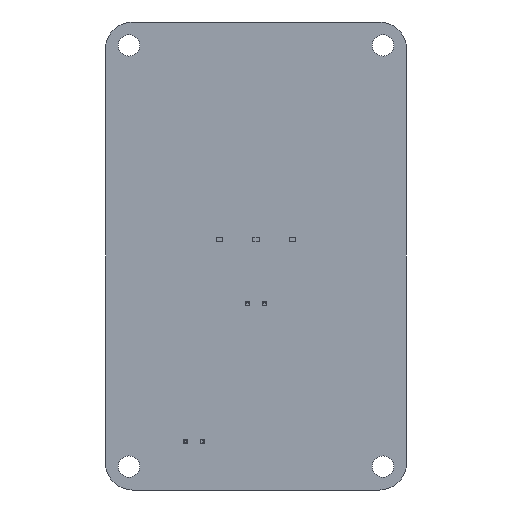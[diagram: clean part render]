
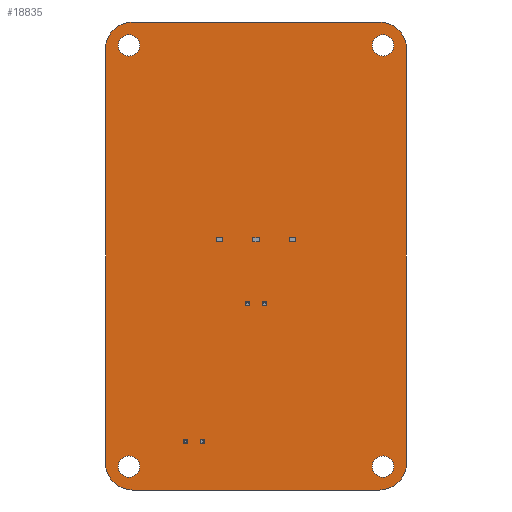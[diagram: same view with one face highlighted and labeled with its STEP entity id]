
A CAD part, front view. The second image highlights one B-rep face of the part: STEP entity #18835.
In plain terms, the highlighted planar face has unit normal (0, -1, 0).
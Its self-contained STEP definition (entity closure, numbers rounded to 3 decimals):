
#132 = CARTESIAN_POINT ( 'NONE',  ( -19., 0., 31.5 ) ) ;
#240 = CARTESIAN_POINT ( 'NONE',  ( 19., 0., -29.9 ) ) ;
#352 = DIRECTION ( 'NONE',  ( 0., 0., 1. ) ) ;
#379 = CIRCLE ( 'NONE', #3752, 1.6 ) ;
#493 = AXIS2_PLACEMENT_3D ( 'NONE', #18692, #7985, #8262 ) ;
#564 = DIRECTION ( 'NONE',  ( 0., 0., 1. ) ) ;
#599 = AXIS2_PLACEMENT_3D ( 'NONE', #12255, #16724, #352 ) ;
#841 = VECTOR ( 'NONE', #8203, 1000. ) ;
#887 = VERTEX_POINT ( 'NONE', #1913 ) ;
#1343 = AXIS2_PLACEMENT_3D ( 'NONE', #8500, #9878, #12849 ) ;
#1374 = CIRCLE ( 'NONE', #13390, 1.6 ) ;
#1390 = DIRECTION ( 'NONE',  ( 0., -1., 0. ) ) ;
#1585 = CARTESIAN_POINT ( 'NONE',  ( 19., 0., 29.9 ) ) ;
#1614 = CARTESIAN_POINT ( 'NONE',  ( 19., 0., -33.1 ) ) ;
#1733 = CARTESIAN_POINT ( 'NONE',  ( -19., 0., 33.1 ) ) ;
#1913 = CARTESIAN_POINT ( 'NONE',  ( -19., 0., 29.9 ) ) ;
#1974 = AXIS2_PLACEMENT_3D ( 'NONE', #8422, #2512, #18910 ) ;
#2512 = DIRECTION ( 'NONE',  ( 0., 1., 0. ) ) ;
#2623 = EDGE_CURVE ( 'NONE', #887, #4884, #13356, .T. ) ;
#2874 = DIRECTION ( 'NONE',  ( 0., 0., 1. ) ) ;
#2875 = ORIENTED_EDGE ( 'NONE', *, *, #11921, .T. ) ;
#2969 = VECTOR ( 'NONE', #12788, 1000. ) ;
#3036 = EDGE_LOOP ( 'NONE', ( #11396, #14982 ) ) ;
#3387 = CARTESIAN_POINT ( 'NONE',  ( -18.5, 0., 35. ) ) ;
#3501 = CIRCLE ( 'NONE', #5614, 1.6 ) ;
#3513 = ORIENTED_EDGE ( 'NONE', *, *, #5764, .F. ) ;
#3697 = ORIENTED_EDGE ( 'NONE', *, *, #8072, .T. ) ;
#3752 = AXIS2_PLACEMENT_3D ( 'NONE', #13369, #7122, #17612 ) ;
#3758 = CIRCLE ( 'NONE', #6076, 4. ) ;
#3909 = EDGE_CURVE ( 'NONE', #14663, #12042, #3501, .T. ) ;
#3948 = CARTESIAN_POINT ( 'NONE',  ( -18.5, 0., -35. ) ) ;
#4022 = ORIENTED_EDGE ( 'NONE', *, *, #4153, .T. ) ;
#4045 = CARTESIAN_POINT ( 'NONE',  ( -22.5, 0., 31. ) ) ;
#4088 = AXIS2_PLACEMENT_3D ( 'NONE', #132, #12048, #7654 ) ;
#4153 = EDGE_CURVE ( 'NONE', #18364, #13393, #1374, .T. ) ;
#4370 = AXIS2_PLACEMENT_3D ( 'NONE', #11195, #6814, #15612 ) ;
#4445 = CARTESIAN_POINT ( 'NONE',  ( -18.5, 0., 31. ) ) ;
#4750 = DIRECTION ( 'NONE',  ( 0., 0., 1. ) ) ;
#4817 = DIRECTION ( 'NONE',  ( 0., 1., 0. ) ) ;
#4884 = VERTEX_POINT ( 'NONE', #1733 ) ;
#5039 = ORIENTED_EDGE ( 'NONE', *, *, #5134, .F. ) ;
#5134 = EDGE_CURVE ( 'NONE', #17878, #10258, #17651, .T. ) ;
#5237 = VERTEX_POINT ( 'NONE', #3948 ) ;
#5327 = ORIENTED_EDGE ( 'NONE', *, *, #3909, .T. ) ;
#5561 = CARTESIAN_POINT ( 'NONE',  ( -22.5, 0., -35. ) ) ;
#5614 = AXIS2_PLACEMENT_3D ( 'NONE', #10728, #4817, #15124 ) ;
#5741 = VERTEX_POINT ( 'NONE', #16053 ) ;
#5764 = EDGE_CURVE ( 'NONE', #5741, #5237, #12224, .T. ) ;
#6019 = CIRCLE ( 'NONE', #9380, 4. ) ;
#6076 = AXIS2_PLACEMENT_3D ( 'NONE', #15426, #18445, #564 ) ;
#6764 = EDGE_LOOP ( 'NONE', ( #13273, #15240, #3513, #7367, #5039, #8006, #15121, #2875 ) ) ;
#6773 = LINE ( 'NONE', #5561, #14284 ) ;
#6814 = DIRECTION ( 'NONE',  ( 0., 1., 0. ) ) ;
#6848 = EDGE_CURVE ( 'NONE', #4884, #887, #14291, .T. ) ;
#7109 = CIRCLE ( 'NONE', #599, 1.6 ) ;
#7122 = DIRECTION ( 'NONE',  ( 0., 1., 0. ) ) ;
#7367 = ORIENTED_EDGE ( 'NONE', *, *, #15522, .T. ) ;
#7654 = DIRECTION ( 'NONE',  ( 0., 0., 1. ) ) ;
#7904 = CARTESIAN_POINT ( 'NONE',  ( -19., 0., -29.9 ) ) ;
#7985 = DIRECTION ( 'NONE',  ( 0., 1., 0. ) ) ;
#8006 = ORIENTED_EDGE ( 'NONE', *, *, #15907, .T. ) ;
#8072 = EDGE_CURVE ( 'NONE', #13393, #18364, #7109, .T. ) ;
#8197 = EDGE_CURVE ( 'NONE', #14520, #14702, #16943, .T. ) ;
#8203 = DIRECTION ( 'NONE',  ( 0., 0., -1. ) ) ;
#8262 = DIRECTION ( 'NONE',  ( 0., 0., 1. ) ) ;
#8422 = CARTESIAN_POINT ( 'NONE',  ( 19., 0., -31.5 ) ) ;
#8500 = CARTESIAN_POINT ( 'NONE',  ( 18.5, 0., -31. ) ) ;
#8534 = ORIENTED_EDGE ( 'NONE', *, *, #17995, .T. ) ;
#8575 = DIRECTION ( 'NONE',  ( 0., 0., 1. ) ) ;
#8834 = AXIS2_PLACEMENT_3D ( 'NONE', #12024, #16436, #11956 ) ;
#9379 = EDGE_LOOP ( 'NONE', ( #4022, #3697 ) ) ;
#9380 = AXIS2_PLACEMENT_3D ( 'NONE', #4445, #1390, #2874 ) ;
#9876 = VECTOR ( 'NONE', #17555, 1000. ) ;
#9878 = DIRECTION ( 'NONE',  ( 0., -1., 0. ) ) ;
#10009 = CARTESIAN_POINT ( 'NONE',  ( -22.5, 0., -35. ) ) ;
#10216 = CARTESIAN_POINT ( 'NONE',  ( 19., 0., 31.5 ) ) ;
#10258 = VERTEX_POINT ( 'NONE', #15289 ) ;
#10395 = CIRCLE ( 'NONE', #1974, 1.6 ) ;
#10728 = CARTESIAN_POINT ( 'NONE',  ( -19., 0., -31.5 ) ) ;
#10886 = CARTESIAN_POINT ( 'NONE',  ( -19., 0., -33.1 ) ) ;
#11083 = CARTESIAN_POINT ( 'NONE',  ( 19., 0., 33.1 ) ) ;
#11195 = CARTESIAN_POINT ( 'NONE',  ( 0., 0., 0. ) ) ;
#11384 = EDGE_LOOP ( 'NONE', ( #8534, #5327 ) ) ;
#11396 = ORIENTED_EDGE ( 'NONE', *, *, #16221, .T. ) ;
#11552 = DIRECTION ( 'NONE',  ( 0., 0., 1. ) ) ;
#11890 = FACE_BOUND ( 'NONE', #11384, .T. ) ;
#11921 = EDGE_CURVE ( 'NONE', #15989, #15639, #6019, .T. ) ;
#11956 = DIRECTION ( 'NONE',  ( 0., 0., 1. ) ) ;
#12024 = CARTESIAN_POINT ( 'NONE',  ( -19., 0., 31.5 ) ) ;
#12042 = VERTEX_POINT ( 'NONE', #7904 ) ;
#12048 = DIRECTION ( 'NONE',  ( 0., 1., 0. ) ) ;
#12224 = LINE ( 'NONE', #10009, #9876 ) ;
#12255 = CARTESIAN_POINT ( 'NONE',  ( 19., 0., 31.5 ) ) ;
#12322 = PLANE ( 'NONE',  #4370 ) ;
#12788 = DIRECTION ( 'NONE',  ( 1., 0., 0. ) ) ;
#12808 = CARTESIAN_POINT ( 'NONE',  ( 22.5, 0., -35. ) ) ;
#12849 = DIRECTION ( 'NONE',  ( 0., 0., 1. ) ) ;
#13273 = ORIENTED_EDGE ( 'NONE', *, *, #13574, .F. ) ;
#13338 = FACE_BOUND ( 'NONE', #9379, .T. ) ;
#13353 = CARTESIAN_POINT ( 'NONE',  ( -22.5, 0., -31. ) ) ;
#13356 = CIRCLE ( 'NONE', #8834, 1.6 ) ;
#13369 = CARTESIAN_POINT ( 'NONE',  ( -19., 0., -31.5 ) ) ;
#13390 = AXIS2_PLACEMENT_3D ( 'NONE', #10216, #17560, #8575 ) ;
#13393 = VERTEX_POINT ( 'NONE', #1585 ) ;
#13568 = ORIENTED_EDGE ( 'NONE', *, *, #2623, .T. ) ;
#13574 = EDGE_CURVE ( 'NONE', #16254, #15639, #6773, .T. ) ;
#13638 = DIRECTION ( 'NONE',  ( 0., -1., 0. ) ) ;
#13891 = EDGE_LOOP ( 'NONE', ( #15914, #13568 ) ) ;
#14034 = CARTESIAN_POINT ( 'NONE',  ( -22.5, 0., 35. ) ) ;
#14284 = VECTOR ( 'NONE', #11552, 1000. ) ;
#14291 = CIRCLE ( 'NONE', #4088, 1.6 ) ;
#14520 = VERTEX_POINT ( 'NONE', #1614 ) ;
#14663 = VERTEX_POINT ( 'NONE', #10886 ) ;
#14702 = VERTEX_POINT ( 'NONE', #240 ) ;
#14712 = AXIS2_PLACEMENT_3D ( 'NONE', #18074, #13638, #4750 ) ;
#14982 = ORIENTED_EDGE ( 'NONE', *, *, #8197, .T. ) ;
#15121 = ORIENTED_EDGE ( 'NONE', *, *, #15489, .F. ) ;
#15124 = DIRECTION ( 'NONE',  ( 0., 0., 1. ) ) ;
#15240 = ORIENTED_EDGE ( 'NONE', *, *, #19163, .T. ) ;
#15289 = CARTESIAN_POINT ( 'NONE',  ( 22.5, 0., -31. ) ) ;
#15335 = CIRCLE ( 'NONE', #14712, 4. ) ;
#15426 = CARTESIAN_POINT ( 'NONE',  ( -18.5, 0., -31. ) ) ;
#15489 = EDGE_CURVE ( 'NONE', #15989, #17142, #19333, .T. ) ;
#15522 = EDGE_CURVE ( 'NONE', #5741, #10258, #17929, .T. ) ;
#15612 = DIRECTION ( 'NONE',  ( 0., 0., 1. ) ) ;
#15639 = VERTEX_POINT ( 'NONE', #4045 ) ;
#15904 = FACE_OUTER_BOUND ( 'NONE', #6764, .T. ) ;
#15907 = EDGE_CURVE ( 'NONE', #17878, #17142, #15335, .T. ) ;
#15914 = ORIENTED_EDGE ( 'NONE', *, *, #6848, .T. ) ;
#15989 = VERTEX_POINT ( 'NONE', #3387 ) ;
#16053 = CARTESIAN_POINT ( 'NONE',  ( 18.5, 0., -35. ) ) ;
#16221 = EDGE_CURVE ( 'NONE', #14702, #14520, #10395, .T. ) ;
#16254 = VERTEX_POINT ( 'NONE', #13353 ) ;
#16436 = DIRECTION ( 'NONE',  ( 0., 1., 0. ) ) ;
#16724 = DIRECTION ( 'NONE',  ( 0., 1., 0. ) ) ;
#16835 = FACE_BOUND ( 'NONE', #3036, .T. ) ;
#16943 = CIRCLE ( 'NONE', #493, 1.6 ) ;
#17142 = VERTEX_POINT ( 'NONE', #19215 ) ;
#17295 = CARTESIAN_POINT ( 'NONE',  ( 22.5, 0., 31. ) ) ;
#17555 = DIRECTION ( 'NONE',  ( -1., 0., 0. ) ) ;
#17560 = DIRECTION ( 'NONE',  ( 0., 1., 0. ) ) ;
#17612 = DIRECTION ( 'NONE',  ( 0., 0., 1. ) ) ;
#17651 = LINE ( 'NONE', #12808, #841 ) ;
#17878 = VERTEX_POINT ( 'NONE', #17295 ) ;
#17929 = CIRCLE ( 'NONE', #1343, 4. ) ;
#17995 = EDGE_CURVE ( 'NONE', #12042, #14663, #379, .T. ) ;
#18074 = CARTESIAN_POINT ( 'NONE',  ( 18.5, 0., 31. ) ) ;
#18243 = FACE_BOUND ( 'NONE', #13891, .T. ) ;
#18364 = VERTEX_POINT ( 'NONE', #11083 ) ;
#18445 = DIRECTION ( 'NONE',  ( 0., -1., 0. ) ) ;
#18692 = CARTESIAN_POINT ( 'NONE',  ( 19., 0., -31.5 ) ) ;
#18835 = ADVANCED_FACE ( 'NONE', ( #13338, #18243, #16835, #11890, #15904 ), #12322, .F. ) ;
#18910 = DIRECTION ( 'NONE',  ( 0., 0., 1. ) ) ;
#19163 = EDGE_CURVE ( 'NONE', #16254, #5237, #3758, .T. ) ;
#19215 = CARTESIAN_POINT ( 'NONE',  ( 18.5, 0., 35. ) ) ;
#19333 = LINE ( 'NONE', #14034, #2969 ) ;
